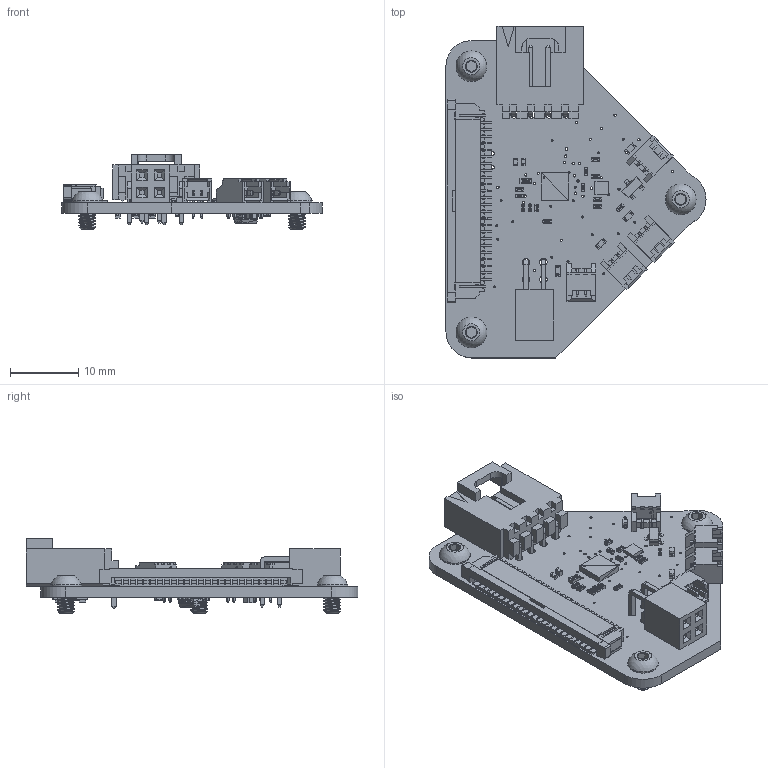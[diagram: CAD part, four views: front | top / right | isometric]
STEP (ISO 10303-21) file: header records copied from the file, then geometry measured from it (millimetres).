
FILE_DESCRIPTION(/* description */ (''),/* implementation_level */ '2;1');
FILE_NAME(/* name */ 'Extruder_Board1.1.step',/* time_stamp */ '2019-01-09T02:54:54-08:00',/* author */ (''),/* organization */ (''),/* preprocessor_version */ 'ST-DEVELOPER v17.2',/* originating_system */ 'Autodesk Translation Framework v7.6.0.251',/* authorisation */ '');
FILE_SCHEMA (('AUTOMOTIVE_DESIGN { 1 0 10303 214 3 1 1 }'));
Products named in the file (19): Extruder_Board1.1; PCB Component; Board; SFW24R-1STE1LF; CON-MOLEX-2P-1.27MM048; ATMEGA48PA-MMHR28M1-L; C-GRID-04-70553; JST-2.54-2X2JST-DUPONT-2.54-2X2; SEEED-LED_LED-0603; HOLES_MOUNT-PAD-ROUND2.8; 92095A456; 1M; 0.1uF; 1uF; LM358PWRDFN-8; BAV199; 0R; 1N4148DFN-1006-2; MCP6001T-I/OTSOT-23-5_MC-L
Assembly tree (50 placements, depth 4):
  Extruder_Board1.1
    PCB Component
      Board
      SFW24R-1STE1LF
      CON-MOLEX-2P-1.27MM048  x4
      ATMEGA48PA-MMHR28M1-L
      C-GRID-04-70553
      JST-2.54-2X2JST-DUPONT-2.54-2X2
      SEEED-LED_LED-0603  x11
      HOLES_MOUNT-PAD-ROUND2.8  x3
        92095A456
      1M  x17
      0.1uF  x2
      1uF
      LM358PWRDFN-8
      BAV199
      0R
      1N4148DFN-1006-2
      MCP6001T-I/OTSOT-23-5_MC-L
Bounding box: 38.12 x 48.63 x 10.98 mm (x, y, z)
Volume: 3298 mm3; surface area: 6599.4 mm2
Topology: 153 solids, 395 shells, 5684 faces, 14588 edges, 9310 vertices
Faces by surface type: plane 4745, bspline 455, cylinder 396, sphere 67, cone 21
Full cylindrical faces by diameter (mm): 0.3 x43, 0.35 x29, 0.5 x10, 1.092 x4, 1.105 x4, 1.915 x24, 2.5 x21, 2.8 x3, 4.5 x3
Entity records: 104709 total; most frequent: CARTESIAN_POINT 23657, ORIENTED_EDGE 15600, DIRECTION 15209, EDGE_CURVE 8445, LINE 7777, VECTOR 7777, VERTEX_POINT 5258, AXIS2_PLACEMENT_3D 3716
